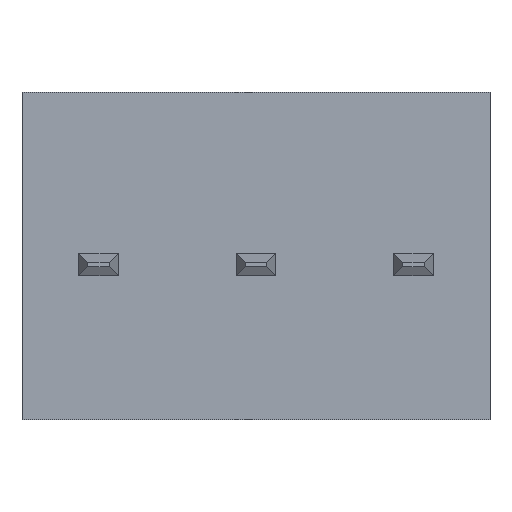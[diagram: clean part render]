
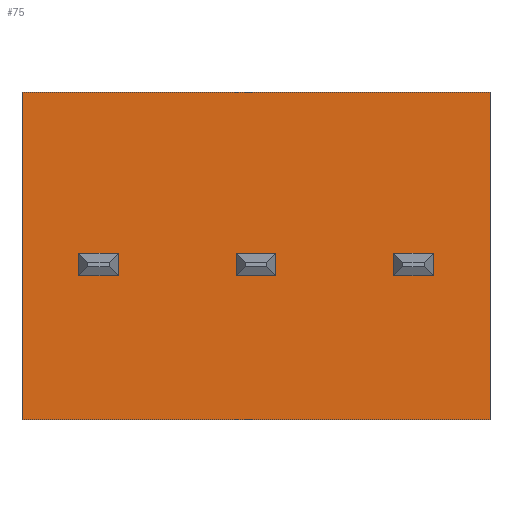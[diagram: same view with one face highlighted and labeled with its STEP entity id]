
A CAD part, front view. The second image highlights one B-rep face of the part: STEP entity #75.
In plain terms, the highlighted planar face has unit normal (0, -1, 0).
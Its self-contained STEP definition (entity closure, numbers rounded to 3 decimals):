
#75=ADVANCED_FACE('',(#201,#202,#203,#204),#205,.T.);
#201=FACE_OUTER_BOUND('',#425,.T.);
#202=FACE_BOUND('',#426,.T.);
#203=FACE_BOUND('',#427,.T.);
#204=FACE_BOUND('',#428,.T.);
#205=PLANE('',#429);
#425=EDGE_LOOP('',(#739,#740,#741,#742));
#426=EDGE_LOOP('',(#743,#744,#745,#746));
#427=EDGE_LOOP('',(#747,#748,#749,#750));
#428=EDGE_LOOP('',(#751,#752,#753,#754));
#429=AXIS2_PLACEMENT_3D('',#755,#756,#757);
#739=ORIENTED_EDGE('',*,*,#1492,.T.);
#740=ORIENTED_EDGE('',*,*,#1493,.F.);
#741=ORIENTED_EDGE('',*,*,#1494,.F.);
#742=ORIENTED_EDGE('',*,*,#1491,.T.);
#743=ORIENTED_EDGE('',*,*,#1495,.T.);
#744=ORIENTED_EDGE('',*,*,#1496,.T.);
#745=ORIENTED_EDGE('',*,*,#1497,.F.);
#746=ORIENTED_EDGE('',*,*,#1498,.F.);
#747=ORIENTED_EDGE('',*,*,#1499,.T.);
#748=ORIENTED_EDGE('',*,*,#1500,.T.);
#749=ORIENTED_EDGE('',*,*,#1501,.F.);
#750=ORIENTED_EDGE('',*,*,#1502,.F.);
#751=ORIENTED_EDGE('',*,*,#1503,.T.);
#752=ORIENTED_EDGE('',*,*,#1504,.T.);
#753=ORIENTED_EDGE('',*,*,#1505,.F.);
#754=ORIENTED_EDGE('',*,*,#1506,.F.);
#755=CARTESIAN_POINT('',(-5.207,0.0,3.645));
#756=DIRECTION('',(0.0,-1.0,0.0));
#757=DIRECTION('',(0.0,0.0,-1.0));
#1491=EDGE_CURVE('',#1797,#1809,#1811,.T.);
#1492=EDGE_CURVE('',#1809,#1812,#1813,.T.);
#1493=EDGE_CURVE('',#1814,#1812,#1815,.T.);
#1494=EDGE_CURVE('',#1797,#1814,#1816,.T.);
#1495=EDGE_CURVE('',#1817,#1818,#1819,.T.);
#1496=EDGE_CURVE('',#1818,#1820,#1821,.T.);
#1497=EDGE_CURVE('',#1822,#1820,#1823,.T.);
#1498=EDGE_CURVE('',#1817,#1822,#1824,.T.);
#1499=EDGE_CURVE('',#1825,#1826,#1827,.T.);
#1500=EDGE_CURVE('',#1826,#1828,#1829,.T.);
#1501=EDGE_CURVE('',#1830,#1828,#1831,.T.);
#1502=EDGE_CURVE('',#1825,#1830,#1832,.T.);
#1503=EDGE_CURVE('',#1833,#1834,#1835,.T.);
#1504=EDGE_CURVE('',#1834,#1836,#1837,.T.);
#1505=EDGE_CURVE('',#1838,#1836,#1839,.T.);
#1506=EDGE_CURVE('',#1833,#1838,#1840,.T.);
#1797=VERTEX_POINT('',#2215);
#1809=VERTEX_POINT('',#2233);
#1811=LINE('',#2236,#2237);
#1812=VERTEX_POINT('',#2238);
#1813=LINE('',#2239,#2240);
#1814=VERTEX_POINT('',#2241);
#1815=LINE('',#2242,#2243);
#1816=LINE('',#2244,#2245);
#1817=VERTEX_POINT('',#2246);
#1818=VERTEX_POINT('',#2247);
#1819=LINE('',#2248,#2249);
#1820=VERTEX_POINT('',#2250);
#1821=LINE('',#2251,#2252);
#1822=VERTEX_POINT('',#2253);
#1823=LINE('',#2254,#2255);
#1824=LINE('',#2256,#2257);
#1825=VERTEX_POINT('',#2258);
#1826=VERTEX_POINT('',#2259);
#1827=LINE('',#2260,#2261);
#1828=VERTEX_POINT('',#2262);
#1829=LINE('',#2263,#2264);
#1830=VERTEX_POINT('',#2265);
#1831=LINE('',#2266,#2267);
#1832=LINE('',#2268,#2269);
#1833=VERTEX_POINT('',#2270);
#1834=VERTEX_POINT('',#2271);
#1835=LINE('',#2272,#2273);
#1836=VERTEX_POINT('',#2274);
#1837=LINE('',#2275,#2276);
#1838=VERTEX_POINT('',#2277);
#1839=LINE('',#2278,#2279);
#1840=LINE('',#2280,#2281);
#2215=CARTESIAN_POINT('',(-5.207,0.0,3.645));
#2233=CARTESIAN_POINT('',(-5.207,0.0,-3.645));
#2236=CARTESIAN_POINT('',(-5.207,0.0,3.645));
#2237=VECTOR('',#2780,7.29);
#2238=CARTESIAN_POINT('',(5.207,0.0,-3.645));
#2239=CARTESIAN_POINT('',(-5.207,0.0,-3.645));
#2240=VECTOR('',#2781,10.414);
#2241=CARTESIAN_POINT('',(5.207,0.0,3.645));
#2242=CARTESIAN_POINT('',(5.207,0.0,3.645));
#2243=VECTOR('',#2782,7.29);
#2244=CARTESIAN_POINT('',(-5.207,0.0,3.645));
#2245=VECTOR('',#2783,10.414);
#2246=CARTESIAN_POINT('',(3.061,0.0,0.064));
#2247=CARTESIAN_POINT('',(3.95,0.0,0.064));
#2248=CARTESIAN_POINT('',(3.061,0.0,0.064));
#2249=VECTOR('',#2784,0.889);
#2250=CARTESIAN_POINT('',(3.95,0.0,-0.445));
#2251=CARTESIAN_POINT('',(3.95,0.0,0.064));
#2252=VECTOR('',#2785,0.508);
#2253=CARTESIAN_POINT('',(3.061,0.0,-0.445));
#2254=CARTESIAN_POINT('',(3.061,0.0,-0.445));
#2255=VECTOR('',#2786,0.889);
#2256=CARTESIAN_POINT('',(3.061,0.0,0.064));
#2257=VECTOR('',#2787,0.508);
#2258=CARTESIAN_POINT('',(-0.445,0.0,0.064));
#2259=CARTESIAN_POINT('',(0.445,0.0,0.064));
#2260=CARTESIAN_POINT('',(-0.445,0.0,0.064));
#2261=VECTOR('',#2788,0.889);
#2262=CARTESIAN_POINT('',(0.445,0.0,-0.445));
#2263=CARTESIAN_POINT('',(0.445,0.0,0.064));
#2264=VECTOR('',#2789,0.508);
#2265=CARTESIAN_POINT('',(-0.445,0.0,-0.445));
#2266=CARTESIAN_POINT('',(-0.445,0.0,-0.445));
#2267=VECTOR('',#2790,0.889);
#2268=CARTESIAN_POINT('',(-0.445,0.0,0.064));
#2269=VECTOR('',#2791,0.508);
#2270=CARTESIAN_POINT('',(-3.95,0.0,0.064));
#2271=CARTESIAN_POINT('',(-3.061,0.0,0.064));
#2272=CARTESIAN_POINT('',(-3.95,0.0,0.064));
#2273=VECTOR('',#2792,0.889);
#2274=CARTESIAN_POINT('',(-3.061,0.0,-0.445));
#2275=CARTESIAN_POINT('',(-3.061,0.0,0.064));
#2276=VECTOR('',#2793,0.508);
#2277=CARTESIAN_POINT('',(-3.95,0.0,-0.445));
#2278=CARTESIAN_POINT('',(-3.95,0.0,-0.445));
#2279=VECTOR('',#2794,0.889);
#2280=CARTESIAN_POINT('',(-3.95,0.0,0.064));
#2281=VECTOR('',#2795,0.508);
#2780=DIRECTION('',(0.0,0.0,-1.0));
#2781=DIRECTION('',(1.0,0.0,0.0));
#2782=DIRECTION('',(0.0,0.0,-1.0));
#2783=DIRECTION('',(1.0,0.0,0.0));
#2784=DIRECTION('',(1.0,0.0,0.0));
#2785=DIRECTION('',(0.0,0.0,-1.0));
#2786=DIRECTION('',(1.0,0.0,0.0));
#2787=DIRECTION('',(0.0,0.0,-1.0));
#2788=DIRECTION('',(1.0,0.0,0.0));
#2789=DIRECTION('',(0.0,0.0,-1.0));
#2790=DIRECTION('',(1.0,0.0,0.0));
#2791=DIRECTION('',(0.0,0.0,-1.0));
#2792=DIRECTION('',(1.0,0.0,0.0));
#2793=DIRECTION('',(0.0,0.0,-1.0));
#2794=DIRECTION('',(1.0,0.0,0.0));
#2795=DIRECTION('',(0.0,0.0,-1.0));
